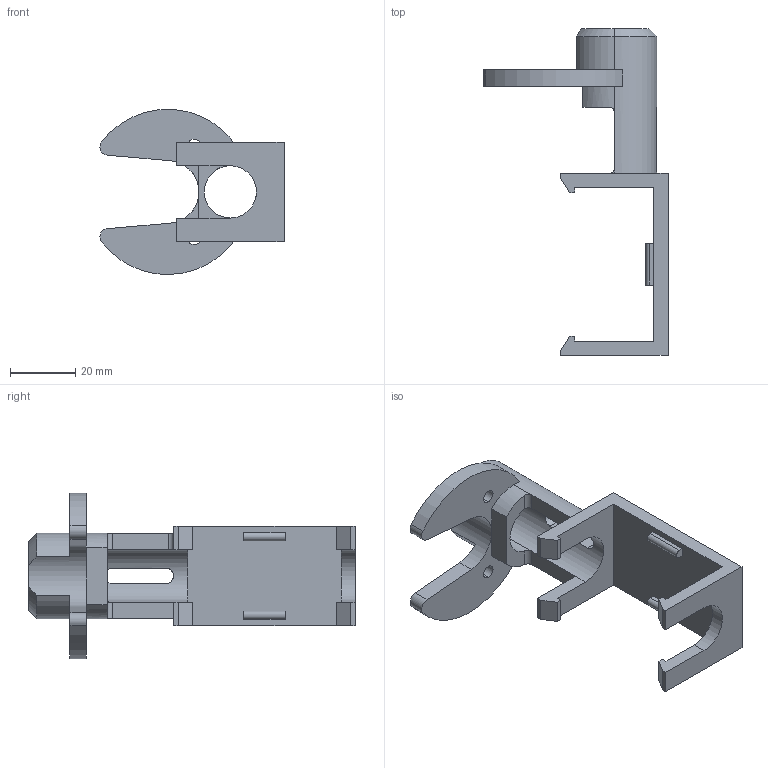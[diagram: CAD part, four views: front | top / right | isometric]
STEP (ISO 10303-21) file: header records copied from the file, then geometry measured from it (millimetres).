
FILE_DESCRIPTION (( 'STEP AP214' ), '1' );
FILE_NAME ('Pensa002_Solenoid_Mount.STEP', '2012-05-31T22:03:25', ( '' ), ( '' ), 'SwSTEP 2.0', 'SolidWorks 2011', '' );
FILE_SCHEMA (( 'AUTOMOTIVE_DESIGN' ));
Length unit declared in the file: inch
Products named in the file (1): Pensa002_Solenoid_Mount
Bounding box: 56.55 x 100.39 x 50.76 mm (x, y, z)
Volume: 26853.6 mm3; surface area: 14875.6 mm2
Topology: 1 solids, 1 shells, 78 faces, 218 edges, 142 vertices
Faces by surface type: plane 49, cylinder 26, cone 3
Entity records: 2711 total; most frequent: CARTESIAN_POINT 632, ORIENTED_EDGE 434, DIRECTION 415, EDGE_CURVE 217, VECTOR 151, LINE 151, VERTEX_POINT 141, AXIS2_PLACEMENT_3D 132
